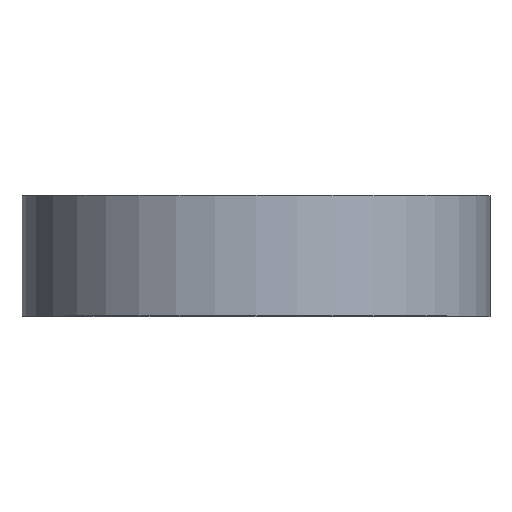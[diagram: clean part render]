
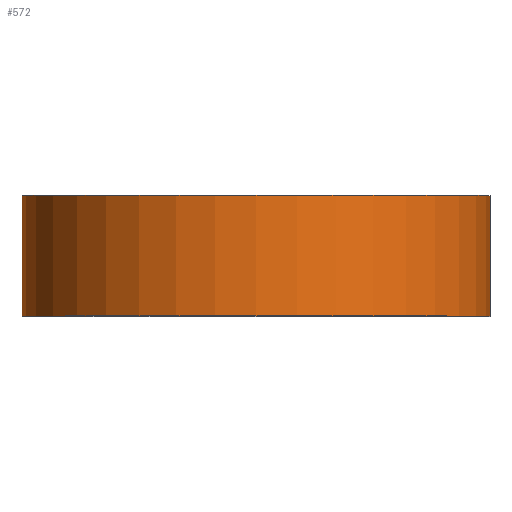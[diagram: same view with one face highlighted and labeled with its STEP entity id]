
A CAD part, top view. The second image highlights one B-rep face of the part: STEP entity #572.
In plain terms, the highlighted cylindrical face has radius 36.932 mm (diameter 73.863 mm), a partial arc.
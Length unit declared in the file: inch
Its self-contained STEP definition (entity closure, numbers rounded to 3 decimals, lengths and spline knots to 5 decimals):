
#6 = CARTESIAN_POINT ( 'NONE',  ( 0., -0.375, -1.454 ) ) ;
#7 = VERTEX_POINT ( 'NONE', #688 ) ;
#50 = AXIS2_PLACEMENT_3D ( 'NONE', #361, #384, #388 ) ;
#75 = CARTESIAN_POINT ( 'NONE',  ( 0., 0.375, -1.454 ) ) ;
#78 = EDGE_LOOP ( 'NONE', ( #715, #220, #85, #467 ) ) ;
#85 = ORIENTED_EDGE ( 'NONE', *, *, #473, .F. ) ;
#106 = LINE ( 'NONE', #438, #558 ) ;
#110 = VERTEX_POINT ( 'NONE', #6 ) ;
#119 = EDGE_CURVE ( 'NONE', #7, #110, #370, .T. ) ;
#220 = ORIENTED_EDGE ( 'NONE', *, *, #551, .F. ) ;
#251 = AXIS2_PLACEMENT_3D ( 'NONE', #394, #306, #337 ) ;
#293 = EDGE_CURVE ( 'NONE', #110, #632, #570, .T. ) ;
#306 = DIRECTION ( 'NONE',  ( 0., -1., 0. ) ) ;
#308 = CARTESIAN_POINT ( 'NONE',  ( 1.454, -0.375, 0. ) ) ;
#314 = CIRCLE ( 'NONE', #606, 1.454 ) ;
#337 = DIRECTION ( 'NONE',  ( 0., 0., -1. ) ) ;
#361 = CARTESIAN_POINT ( 'NONE',  ( 0., -0.375, 0. ) ) ;
#370 = LINE ( 'NONE', #75, #380 ) ;
#380 = VECTOR ( 'NONE', #476, 39.37008 ) ;
#384 = DIRECTION ( 'NONE',  ( 0., 1., 0. ) ) ;
#388 = DIRECTION ( 'NONE',  ( 1., 0., 0. ) ) ;
#394 = CARTESIAN_POINT ( 'NONE',  ( 0., 0.375, 0. ) ) ;
#438 = CARTESIAN_POINT ( 'NONE',  ( 1.454, 0.375, 0. ) ) ;
#467 = ORIENTED_EDGE ( 'NONE', *, *, #119, .T. ) ;
#473 = EDGE_CURVE ( 'NONE', #7, #680, #314, .T. ) ;
#476 = DIRECTION ( 'NONE',  ( 0., -1., 0. ) ) ;
#494 = CARTESIAN_POINT ( 'NONE',  ( 1.454, 0.375, 0. ) ) ;
#516 = DIRECTION ( 'NONE',  ( 0., 1., 0. ) ) ;
#546 = CYLINDRICAL_SURFACE ( 'NONE', #251, 1.454 ) ;
#551 = EDGE_CURVE ( 'NONE', #680, #632, #106, .T. ) ;
#557 = FACE_OUTER_BOUND ( 'NONE', #78, .T. ) ;
#558 = VECTOR ( 'NONE', #618, 39.37008 ) ;
#570 = CIRCLE ( 'NONE', #50, 1.454 ) ;
#572 = ADVANCED_FACE ( 'NONE', ( #557 ), #546, .T. ) ;
#606 = AXIS2_PLACEMENT_3D ( 'NONE', #653, #516, #721 ) ;
#618 = DIRECTION ( 'NONE',  ( 0., -1., 0. ) ) ;
#632 = VERTEX_POINT ( 'NONE', #308 ) ;
#653 = CARTESIAN_POINT ( 'NONE',  ( 0., 0.375, 0. ) ) ;
#680 = VERTEX_POINT ( 'NONE', #494 ) ;
#688 = CARTESIAN_POINT ( 'NONE',  ( 0., 0.375, -1.454 ) ) ;
#715 = ORIENTED_EDGE ( 'NONE', *, *, #293, .T. ) ;
#721 = DIRECTION ( 'NONE',  ( 1., 0., 0. ) ) ;
